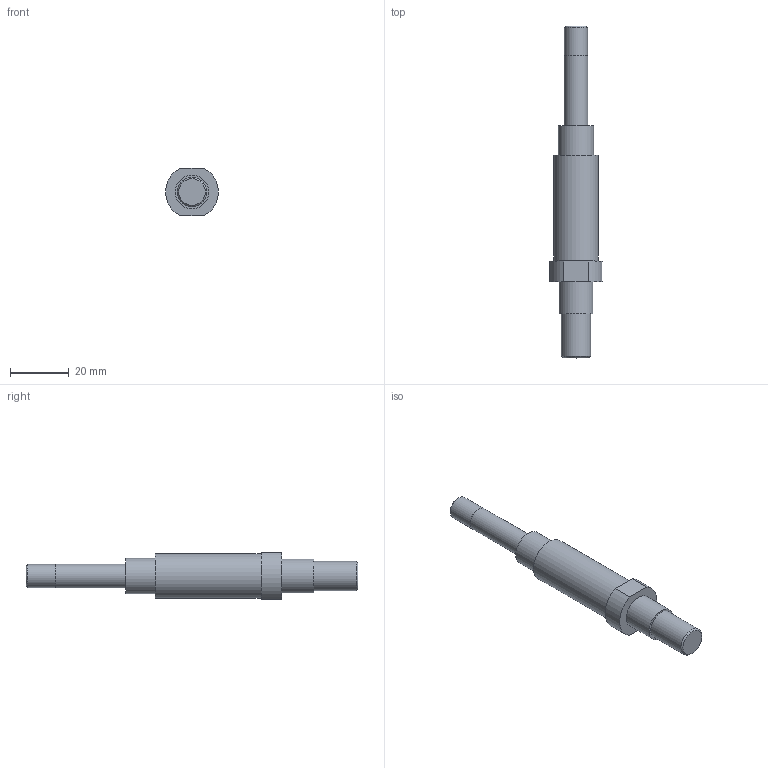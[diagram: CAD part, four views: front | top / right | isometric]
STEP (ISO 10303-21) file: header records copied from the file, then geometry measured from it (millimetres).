
FILE_DESCRIPTION(/* description */ ('Axe Truck Bofolia'),/* implementation_level */ '2;1');
FILE_NAME(/* name */ '109 Axe Truck Bofolia IndA.stp',/* time_stamp */ '2022-05-13T22:03:51+02:00',/* author */ ('Feuille'),/* organization */ (''),/* preprocessor_version */ 'ST-DEVELOPER v17',/* originating_system */ 'Autodesk Inventor 2019',/* authorisation */ '');
FILE_SCHEMA (('AUTOMOTIVE_DESIGN { 1 0 10303 214 3 1 1 }'));
Length unit declared in the file: millimetre
Products named in the file (1): 109 
Bounding box: 17.94 x 113 x 16 mm (x, y, z)
Volume: 13211.5 mm3; surface area: 4655.6 mm2
Topology: 1 solids, 1 shells, 20 faces, 46 edges, 34 vertices
Faces by surface type: plane 10, cylinder 8, cone 2
Full cylindrical faces by diameter (mm): 7.94 x1, 8 x1, 10 x1, 11.5 x1, 12 x1, 15 x1
Entity records: 639 total; most frequent: DIRECTION 118, CARTESIAN_POINT 101, ORIENTED_EDGE 92, AXIS2_PLACEMENT_3D 51, EDGE_CURVE 46, VERTEX_POINT 34, CIRCLE 30, EDGE_LOOP 26
